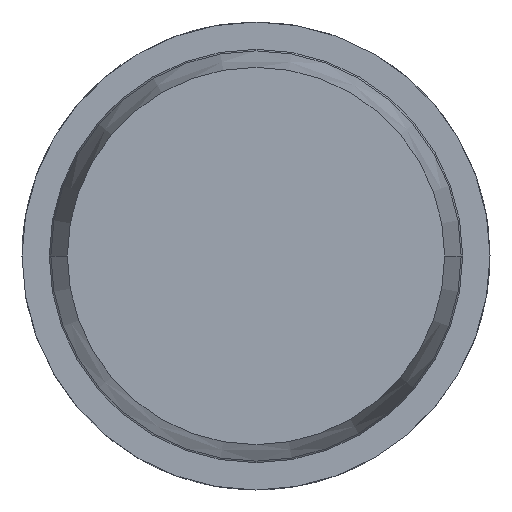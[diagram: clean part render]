
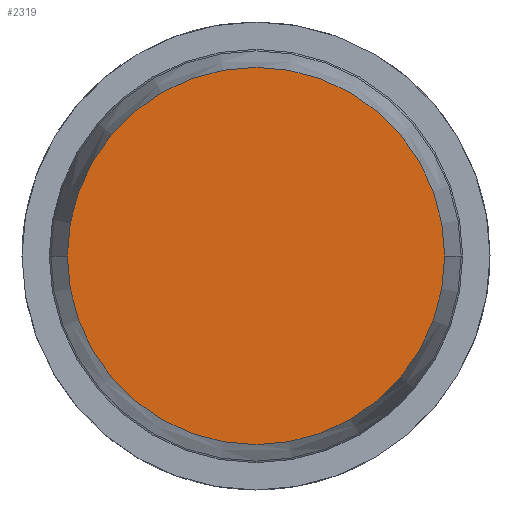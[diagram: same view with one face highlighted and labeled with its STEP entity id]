
A CAD part, front view. The second image highlights one B-rep face of the part: STEP entity #2319.
In plain terms, the highlighted planar face has unit normal (0, -1, 0).
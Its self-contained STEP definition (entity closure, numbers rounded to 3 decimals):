
#75 = AXIS2_PLACEMENT_3D ( 'NONE', #4027, #1997, #4042 ) ;
#521 = PLANE ( 'NONE',  #3147 ) ;
#853 = CARTESIAN_POINT ( 'NONE',  ( 0., -19., 0. ) ) ;
#1052 = CARTESIAN_POINT ( 'NONE',  ( -1.209, -19., 0. ) ) ;
#1064 = CIRCLE ( 'NONE', #1903, 1.209 ) ;
#1233 = DIRECTION ( 'NONE',  ( 1., 0., 0. ) ) ;
#1288 = EDGE_CURVE ( 'Defeature ausgef�hrt1_2+Defeature ausgef�hrt1_11+Defeature ausgef�hrt1_11+Defeature ausgef�hrt1_11', #3599, #4035, #2564, .T. ) ;
#1514 = CARTESIAN_POINT ( 'NONE',  ( 1.209, -19., 0. ) ) ;
#1642 = ORIENTED_EDGE ( 'NONE', *, *, #1288, .T. ) ;
#1786 = CARTESIAN_POINT ( 'NONE',  ( 0., -19., 0. ) ) ;
#1857 = EDGE_LOOP ( 'NONE', ( #1642, #2458 ) ) ;
#1903 = AXIS2_PLACEMENT_3D ( 'NONE', #1786, #3111, #3468 ) ;
#1997 = DIRECTION ( 'NONE',  ( 0., -1., 0. ) ) ;
#2319 = ADVANCED_FACE ( 'Defeature ausgef�hrt1_2', ( #3855 ), #521, .T. ) ;
#2458 = ORIENTED_EDGE ( 'NONE', *, *, #3876, .T. ) ;
#2564 = CIRCLE ( 'NONE', #75, 1.209 ) ;
#3111 = DIRECTION ( 'NONE',  ( 0., -1., 0. ) ) ;
#3147 = AXIS2_PLACEMENT_3D ( 'NONE', #853, #4289, #1233 ) ;
#3468 = DIRECTION ( 'NONE',  ( 1., 0., 0. ) ) ;
#3599 = VERTEX_POINT ( 'NONE', #1052 ) ;
#3855 = FACE_OUTER_BOUND ( 'NONE', #1857, .T. ) ;
#3876 = EDGE_CURVE ( 'Defeature ausgef�hrt1_2+Defeature ausgef�hrt1_11+Defeature ausgef�hrt1_11+Defeature ausgef�hrt1_11', #4035, #3599, #1064, .T. ) ;
#4027 = CARTESIAN_POINT ( 'NONE',  ( 0., -19., 0. ) ) ;
#4035 = VERTEX_POINT ( 'NONE', #1514 ) ;
#4042 = DIRECTION ( 'NONE',  ( 1., 0., 0. ) ) ;
#4289 = DIRECTION ( 'NONE',  ( 0., -1., 0. ) ) ;
